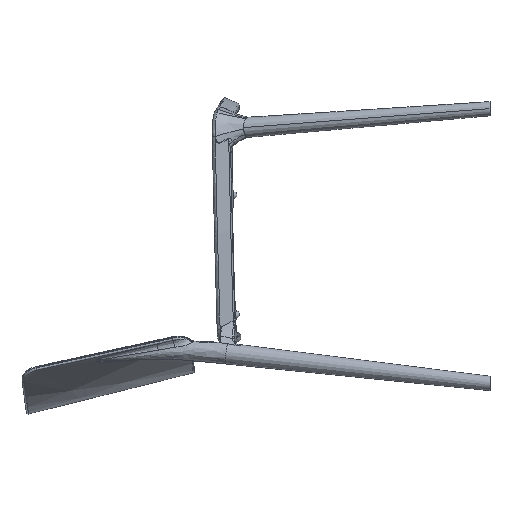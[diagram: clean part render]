
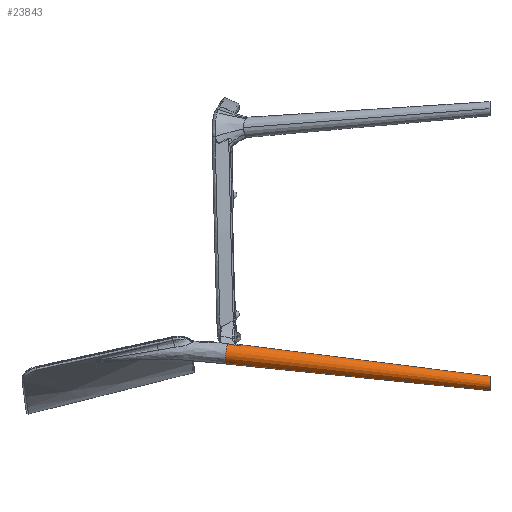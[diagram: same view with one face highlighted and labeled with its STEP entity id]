
A CAD part, left-side view. The second image highlights one B-rep face of the part: STEP entity #23843.
In plain terms, the highlighted conical face has half-angle 0.728 degrees and reference radius 12.287 mm.
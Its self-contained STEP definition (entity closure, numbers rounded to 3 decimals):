
#110 = CARTESIAN_POINT ( 'NONE',  ( -206.732, 432.162, -172.449 ) ) ;
#394 = DIRECTION ( 'NONE',  ( 0.088, 0.99, 0.112 ) ) ;
#707 = CARTESIAN_POINT ( 'NONE',  ( -236.376, 0., -224.891 ) ) ;
#1589 = CARTESIAN_POINT ( 'NONE',  ( -206.324, 434.525, -172.037 ) ) ;
#2028 = ORIENTED_EDGE ( 'NONE', *, *, #14745, .T. ) ;
#2147 = VERTEX_POINT ( 'NONE', #8006 ) ;
#2288 = CARTESIAN_POINT ( 'NONE',  ( -206.588, 433.028, -172.301 ) ) ;
#2346 = CARTESIAN_POINT ( 'NONE',  ( -202.66, 453.495, -168.707 ) ) ;
#2875 = CARTESIAN_POINT ( 'NONE',  ( -196.184, 454.847, -185.652 ) ) ;
#2896 = ORIENTED_EDGE ( 'NONE', *, *, #13070, .T. ) ;
#3032 = CARTESIAN_POINT ( 'NONE',  ( -209.909, 457.389, -197.317 ) ) ;
#3139 = ORIENTED_EDGE ( 'NONE', *, *, #9954, .F. ) ;
#3215 = VECTOR ( 'NONE', #25006, 1000. ) ;
#3665 = ORIENTED_EDGE ( 'NONE', *, *, #12628, .T. ) ;
#3686 = VECTOR ( 'NONE', #14353, 1000. ) ;
#3956 = CARTESIAN_POINT ( 'NONE',  ( -198.152, 430.618, -170.384 ) ) ;
#4046 = VERTEX_POINT ( 'NONE', #707 ) ;
#4477 = VERTEX_POINT ( 'NONE', #20980 ) ;
#4882 = CARTESIAN_POINT ( 'NONE',  ( -236.939, -4.949, -237.901 ) ) ;
#4945 = CARTESIAN_POINT ( 'NONE',  ( -196.184, 456.9, -203.726 ) ) ;
#5075 = AXIS2_PLACEMENT_3D ( 'NONE', #2875, #14185, #20865 ) ;
#5176 = VERTEX_POINT ( 'NONE', #4945 ) ;
#5295 = FACE_OUTER_BOUND ( 'NONE', #17694, .T. ) ;
#5553 = CARTESIAN_POINT ( 'NONE',  ( -198.176, 430.623, -170.384 ) ) ;
#5846 = CARTESIAN_POINT ( 'NONE',  ( -201.19, 431.124, -170.574 ) ) ;
#5957 = CONICAL_SURFACE ( 'NONE', #25425, 12.286, 0.013 ) ;
#5972 = CARTESIAN_POINT ( 'NONE',  ( -236.623, 0., -249.75 ) ) ;
#5993 = CARTESIAN_POINT ( 'NONE',  ( -206.774, 431.921, -172.492 ) ) ;
#6770 = CARTESIAN_POINT ( 'NONE',  ( -206.774, 431.921, -172.492 ) ) ;
#6827 = CARTESIAN_POINT ( 'NONE',  ( -203.165, 450.413, -169.188 ) ) ;
#6911 = CARTESIAN_POINT ( 'NONE',  ( -206.169, 435.148, -171.905 ) ) ;
#7511 = EDGE_CURVE ( 'NONE', #25129, #27664, #11990, .T. ) ;
#7777 = CARTESIAN_POINT ( 'NONE',  ( -196.184, 454.847, -185.652 ) ) ;
#7822 = LINE ( 'NONE', #18567, #3686 ) ;
#8006 = CARTESIAN_POINT ( 'NONE',  ( -236.623, 0., -249.75 ) ) ;
#8027 = CARTESIAN_POINT ( 'NONE',  ( -198.32, 430.647, -170.381 ) ) ;
#8536 = ORIENTED_EDGE ( 'NONE', *, *, #12924, .F. ) ;
#9005 = CARTESIAN_POINT ( 'NONE',  ( -206.169, 435.148, -171.905 ) ) ;
#9318 = B_SPLINE_CURVE_WITH_KNOTS ( 'NONE', 3,
 ( #9005, #22219, #13501, #13357, #26713, #15384, #6827, #2346 ),
 .UNSPECIFIED., .F., .F.,
 ( 4, 2, 2, 4 ),
 ( -0.009, -0.004, 0., 0.01 ),
 .UNSPECIFIED. ) ;
#9954 = EDGE_CURVE ( 'NONE', #5176, #25129, #21777, .T. ) ;
#10049 = CARTESIAN_POINT ( 'NONE',  ( -198.488, 430.676, -170.38 ) ) ;
#10797 = EDGE_CURVE ( 'NONE', #25143, #12946, #10837, .T. ) ;
#10837 = B_SPLINE_CURVE_WITH_KNOTS ( 'NONE', 3,
 ( #25438, #21379, #5553, #12666, #25730, #8027, #10049, #27760, #19059, #14981, #5846, #17165, #28193, #14404, #5993 ),
 .UNSPECIFIED., .F., .F.,
 ( 4, 2, 1, 1, 1, 1, 1, 2, 2, 4 ),
 ( 0.8, 0.801, 0.802, 0.803, 0.806, 0.812, 0.824, 0.848, 0.897, 0.994 ),
 .UNSPECIFIED. ) ;
#11131 = CARTESIAN_POINT ( 'NONE',  ( -206.512, 433.505, -172.221 ) ) ;
#11990 = CIRCLE ( 'NONE', #18965, 18.191 ) ;
#12608 = CARTESIAN_POINT ( 'NONE',  ( -206.548, 433.279, -172.259 ) ) ;
#12628 = EDGE_CURVE ( 'NONE', #2147, #4046, #26521, .T. ) ;
#12666 = CARTESIAN_POINT ( 'NONE',  ( -198.2, 430.627, -170.383 ) ) ;
#12924 = EDGE_CURVE ( 'NONE', #2147, #5176, #7822, .T. ) ;
#12946 = VERTEX_POINT ( 'NONE', #19001 ) ;
#13070 = EDGE_CURVE ( 'NONE', #12946, #26549, #24252, .T. ) ;
#13357 = CARTESIAN_POINT ( 'NONE',  ( -204.842, 441.211, -170.736 ) ) ;
#13374 = AXIS2_PLACEMENT_3D ( 'NONE', #7777, #27947, #21275 ) ;
#13501 = CARTESIAN_POINT ( 'NONE',  ( -205.47, 438.167, -171.297 ) ) ;
#14164 = DIRECTION ( 'NONE',  ( 0., -0.113, 0.994 ) ) ;
#14185 = DIRECTION ( 'NONE',  ( 0.088, 0.99, 0.112 ) ) ;
#14353 = DIRECTION ( 'NONE',  ( 0.088, 0.991, 0.1 ) ) ;
#14386 = CARTESIAN_POINT ( 'NONE',  ( -261.363, 0., -249.723 ) ) ;
#14404 = CARTESIAN_POINT ( 'NONE',  ( -205.494, 431.762, -171.794 ) ) ;
#14745 = EDGE_CURVE ( 'NONE', #4046, #25143, #26910, .T. ) ;
#14757 = ORIENTED_EDGE ( 'NONE', *, *, #10797, .T. ) ;
#14818 = CARTESIAN_POINT ( 'NONE',  ( -261.117, 0., -224.919 ) ) ;
#14981 = CARTESIAN_POINT ( 'NONE',  ( -200.061, 430.941, -170.446 ) ) ;
#15384 = CARTESIAN_POINT ( 'NONE',  ( -203.691, 447.336, -169.683 ) ) ;
#16194 = DIRECTION ( 'NONE',  ( 0.088, 0.99, 0.112 ) ) ;
#16610 = CIRCLE ( 'NONE', #13374, 18.191 ) ;
#16960 = CARTESIAN_POINT ( 'NONE',  ( -206.436, 433.988, -172.141 ) ) ;
#17165 = CARTESIAN_POINT ( 'NONE',  ( -201.932, 431.24, -170.708 ) ) ;
#17205 = CARTESIAN_POINT ( 'NONE',  ( -206.169, 435.148, -171.905 ) ) ;
#17513 = EDGE_CURVE ( 'NONE', #26549, #4477, #9318, .T. ) ;
#17660 = CARTESIAN_POINT ( 'NONE',  ( -206.51, 433.519, -172.219 ) ) ;
#17694 = EDGE_LOOP ( 'NONE', ( #8536, #3665, #2028, #14757, #2896, #27715, #18453, #26591, #3139 ) ) ;
#17877 = CARTESIAN_POINT ( 'NONE',  ( -198.398, 457.079, -203.57 ) ) ;
#18453 = ORIENTED_EDGE ( 'NONE', *, *, #21034, .F. ) ;
#18567 = CARTESIAN_POINT ( 'NONE',  ( -236.939, -3.562, -250.109 ) ) ;
#18965 = AXIS2_PLACEMENT_3D ( 'NONE', #25482, #16194, #14164 ) ;
#19001 = CARTESIAN_POINT ( 'NONE',  ( -206.774, 431.921, -172.492 ) ) ;
#19059 = CARTESIAN_POINT ( 'NONE',  ( -199.492, 430.847, -170.401 ) ) ;
#20259 = CARTESIAN_POINT ( 'NONE',  ( -206.667, 432.544, -172.383 ) ) ;
#20832 = DIRECTION ( 'NONE',  ( 0., -0.113, 0.994 ) ) ;
#20865 = DIRECTION ( 'NONE',  ( 0., -0.113, 0.994 ) ) ;
#20980 = CARTESIAN_POINT ( 'NONE',  ( -202.66, 453.495, -168.707 ) ) ;
#21034 = EDGE_CURVE ( 'NONE', #27664, #4477, #16610, .T. ) ;
#21275 = DIRECTION ( 'NONE',  ( 0., -0.113, 0.994 ) ) ;
#21379 = CARTESIAN_POINT ( 'NONE',  ( -198.163, 430.62, -170.384 ) ) ;
#21473 = CARTESIAN_POINT ( 'NONE',  ( -206.517, 433.472, -172.227 ) ) ;
#21777 = CIRCLE ( 'NONE', #5075, 18.191 ) ;
#22219 = CARTESIAN_POINT ( 'NONE',  ( -205.802, 436.651, -171.589 ) ) ;
#22692 = CARTESIAN_POINT ( 'NONE',  ( -236.939, -6.336, -225.693 ) ) ;
#23683 = CARTESIAN_POINT ( 'NONE',  ( -236.376, 0., -224.891 ) ) ;
#23843 = ADVANCED_FACE ( 'NONE', ( #5295 ), #5957, .T. ) ;
#24252 = B_SPLINE_CURVE_WITH_KNOTS ( 'NONE', 3,
 ( #6770, #110, #20259, #2288, #12608, #28689, #21473, #11131, #17660, #25965, #26517, #16960, #1589, #6911 ),
 .UNSPECIFIED., .F., .F.,
 ( 4, 1, 1, 1, 1, 1, 1, 2, 2, 4 ),
 ( 0., 0.25, 0.375, 0.437, 0.469, 0.484, 0.492, 0.496, 0.5, 1. ),
 .UNSPECIFIED. ) ;
#25006 = DIRECTION ( 'NONE',  ( 0.088, 0.988, 0.125 ) ) ;
#25129 = VERTEX_POINT ( 'NONE', #17877 ) ;
#25143 = VERTEX_POINT ( 'NONE', #3956 ) ;
#25425 = AXIS2_PLACEMENT_3D ( 'NONE', #4882, #394, #20832 ) ;
#25438 = CARTESIAN_POINT ( 'NONE',  ( -198.152, 430.618, -170.384 ) ) ;
#25482 = CARTESIAN_POINT ( 'NONE',  ( -196.184, 454.847, -185.652 ) ) ;
#25730 = CARTESIAN_POINT ( 'NONE',  ( -198.236, 430.633, -170.383 ) ) ;
#25965 = CARTESIAN_POINT ( 'NONE',  ( -206.509, 433.528, -172.218 ) ) ;
#26517 = CARTESIAN_POINT ( 'NONE',  ( -206.508, 433.534, -172.217 ) ) ;
#26521 =( BOUNDED_CURVE ( )  B_SPLINE_CURVE ( 3, ( #5972, #14386, #14818, #23683 ),
 .UNSPECIFIED., .F., .T. ) 
 B_SPLINE_CURVE_WITH_KNOTS ( ( 4, 4 ),
 ( 2.485, 5.625 ),
 .UNSPECIFIED. ) 
 CURVE ( )  GEOMETRIC_REPRESENTATION_ITEM ( )  RATIONAL_B_SPLINE_CURVE ( ( 1., 0.334, 0.334, 1. ) ) 
 REPRESENTATION_ITEM ( '' )  );
#26549 = VERTEX_POINT ( 'NONE', #17205 ) ;
#26591 = ORIENTED_EDGE ( 'NONE', *, *, #7511, .F. ) ;
#26713 = CARTESIAN_POINT ( 'NONE',  ( -204.546, 442.739, -170.468 ) ) ;
#26910 = LINE ( 'NONE', #22692, #3215 ) ;
#27664 = VERTEX_POINT ( 'NONE', #3032 ) ;
#27715 = ORIENTED_EDGE ( 'NONE', *, *, #17513, .T. ) ;
#27760 = CARTESIAN_POINT ( 'NONE',  ( -198.823, 430.734, -170.381 ) ) ;
#27947 = DIRECTION ( 'NONE',  ( 0.088, 0.99, 0.112 ) ) ;
#28193 = CARTESIAN_POINT ( 'NONE',  ( -204.109, 431.57, -171.249 ) ) ;
#28689 = CARTESIAN_POINT ( 'NONE',  ( -206.528, 433.408, -172.238 ) ) ;
